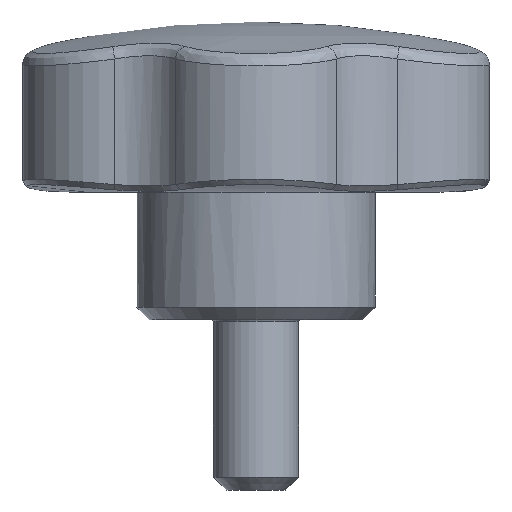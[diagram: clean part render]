
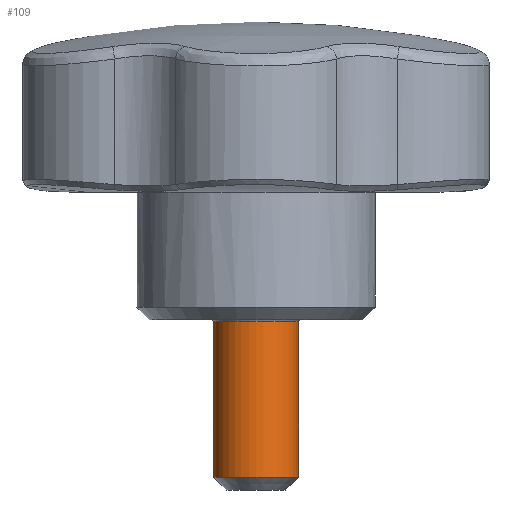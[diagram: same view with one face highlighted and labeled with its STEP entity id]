
A CAD part, front view. The second image highlights one B-rep face of the part: STEP entity #109.
In plain terms, the highlighted cylindrical face has radius 5 mm (diameter 10 mm), a full revolution.
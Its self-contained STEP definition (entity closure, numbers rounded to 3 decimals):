
#109 = ADVANCED_FACE( '', ( #280, #281 ), #282, .T. );
#280 = FACE_OUTER_BOUND( '', #525, .T. );
#281 = FACE_OUTER_BOUND( '', #526, .T. );
#282 = CYLINDRICAL_SURFACE( '', #527, 5. );
#525 = EDGE_LOOP( '', ( #3553 ) );
#526 = EDGE_LOOP( '', ( #3554 ) );
#527 = AXIS2_PLACEMENT_3D( '', #3555, #3556, #3557 );
#3553 = ORIENTED_EDGE( '', *, *, #4085, .T. );
#3554 = ORIENTED_EDGE( '', *, *, #4086, .T. );
#3555 = CARTESIAN_POINT( '', ( 0., 0., -77. ) );
#3556 = DIRECTION( '', ( 0., 0., -1. ) );
#3557 = DIRECTION( '', ( 1., 0., 0. ) );
#4085 = EDGE_CURVE( '', #4341, #4341, #4342, .F. );
#4086 = EDGE_CURVE( '', #4343, #4343, #4344, .T. );
#4341 = VERTEX_POINT( '', #4840 );
#4342 = CIRCLE( '', #4841, 5. );
#4343 = VERTEX_POINT( '', #4842 );
#4344 = CIRCLE( '', #4843, 5. );
#4840 = CARTESIAN_POINT( '', ( 5., 0., -0.2 ) );
#4841 = AXIS2_PLACEMENT_3D( '', #7344, #7345, #7346 );
#4842 = CARTESIAN_POINT( '', ( 5., 0., -18.5 ) );
#4843 = AXIS2_PLACEMENT_3D( '', #7347, #7348, #7349 );
#7344 = CARTESIAN_POINT( '', ( 0., 0., -0.2 ) );
#7345 = DIRECTION( '', ( 0., 0., 1. ) );
#7346 = DIRECTION( '', ( 1., 0., 0. ) );
#7347 = CARTESIAN_POINT( '', ( 0., 0., -18.5 ) );
#7348 = DIRECTION( '', ( 0., 0., 1. ) );
#7349 = DIRECTION( '', ( 1., 0., 0. ) );
